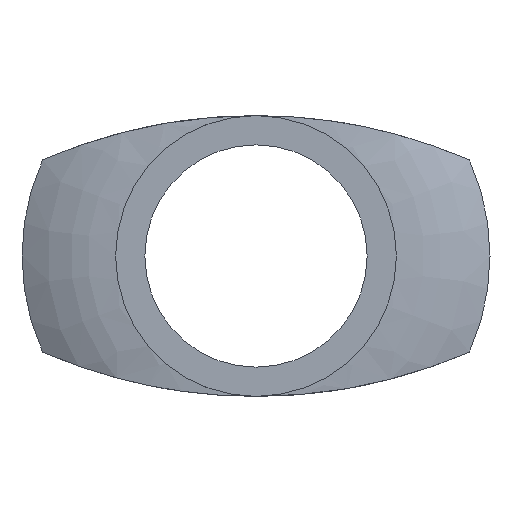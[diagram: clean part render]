
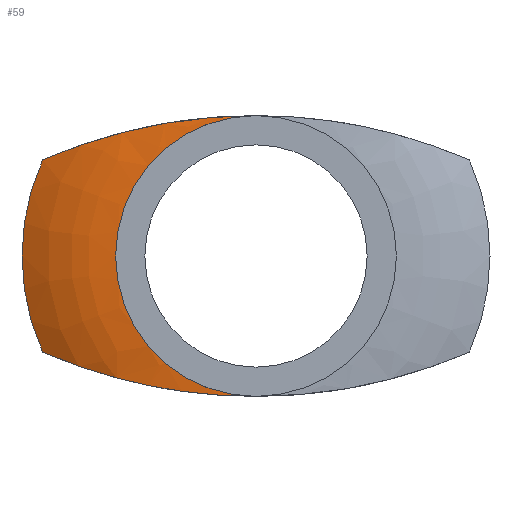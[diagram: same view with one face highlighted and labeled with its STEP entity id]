
A CAD part, left-side view. The second image highlights one B-rep face of the part: STEP entity #59.
In plain terms, the highlighted toroidal (fillet/blend) face has major radius 5.656 mm and minor radius 8 mm.
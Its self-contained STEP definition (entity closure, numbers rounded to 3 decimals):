
#59=ADVANCED_FACE('',(#91),#92,.T.);
#91=FACE_OUTER_BOUND('',#129,.T.);
#92=TOROIDAL_SURFACE('',#130,5.656,8.0);
#129=EDGE_LOOP('',(#244,#245,#246,#247,#248,#249));
#130=AXIS2_PLACEMENT_3D('',#250,#251,#252);
#244=ORIENTED_EDGE('',*,*,#307,.F.);
#245=ORIENTED_EDGE('',*,*,#294,.T.);
#246=ORIENTED_EDGE('',*,*,#323,.T.);
#247=ORIENTED_EDGE('',*,*,#312,.F.);
#248=ORIENTED_EDGE('',*,*,#289,.F.);
#249=ORIENTED_EDGE('',*,*,#324,.F.);
#250=CARTESIAN_POINT('',(5.993,0.,0.0));
#251=DIRECTION('',(-1.0,0.,0.0));
#252=DIRECTION('',(0.0,0.0,1.0));
#289=EDGE_CURVE('',#337,#340,#341,.T.);
#294=EDGE_CURVE('',#350,#347,#351,.T.);
#307=EDGE_CURVE('',#350,#373,#374,.T.);
#312=EDGE_CURVE('',#340,#381,#382,.T.);
#323=EDGE_CURVE('',#347,#381,#395,.T.);
#324=EDGE_CURVE('',#373,#337,#396,.T.);
#337=VERTEX_POINT('',#411);
#340=VERTEX_POINT('',#415);
#341=CIRCLE('',#416,6.0);
#347=VERTEX_POINT('',#423);
#350=VERTEX_POINT('',#427);
#351=CIRCLE('',#428,10.0);
#373=VERTEX_POINT('',#455);
#374=B_SPLINE_CURVE_WITH_KNOTS('',3,(#456,#457,#458,#459,#460,#461,#462,#463,#464,#465,#466,#467,#468,#469,#470,#471,#472,#473),.UNSPECIFIED.,.F.,.F.,(4,2,2,2,2,2,2,2,4),(-19.011,-17.037,-14.932,-12.181,-10.05,-8.005,-5.687,-2.195,-0.0),.UNSPECIFIED.);
#381=VERTEX_POINT('',#548);
#382=B_SPLINE_CURVE_WITH_KNOTS('',3,(#549,#550,#551,#552,#553,#554,#555,#556,#557,#558,#559,#560,#561,#562,#563,#564,#565,#566),.UNSPECIFIED.,.F.,.F.,(4,2,2,2,2,2,2,2,4),(-19.011,-17.037,-14.932,-12.181,-10.05,-8.005,-5.687,-2.195,-0.0),.UNSPECIFIED.);
#395=CIRCLE('',#615,10.0);
#396=CIRCLE('',#616,6.0);
#411=CARTESIAN_POINT('',(-2.0,6.0,0.));
#415=CARTESIAN_POINT('',(-2.0,-0.002,-6.));
#416=AXIS2_PLACEMENT_3D('',#631,#632,#633);
#423=CARTESIAN_POINT('',(-0.725,10.0,0.));
#427=CARTESIAN_POINT('',(-0.725,9.116,4.11));
#428=AXIS2_PLACEMENT_3D('',#642,#643,#644);
#455=CARTESIAN_POINT('',(-2.0,-0.002,6.));
#456=CARTESIAN_POINT('',(-0.725,9.116,4.11));
#457=CARTESIAN_POINT('',(-0.988,8.561,4.351));
#458=CARTESIAN_POINT('',(-1.2,7.978,4.577));
#459=CARTESIAN_POINT('',(-1.548,6.728,5.002));
#460=CARTESIAN_POINT('',(-1.677,6.065,5.195));
#461=CARTESIAN_POINT('',(-1.888,4.497,5.574));
#462=CARTESIAN_POINT('',(-1.943,3.592,5.736));
#463=CARTESIAN_POINT('',(-1.991,1.97,5.927));
#464=CARTESIAN_POINT('',(-1.997,1.254,5.977));
#465=CARTESIAN_POINT('',(-2.001,-0.151,6.01));
#466=CARTESIAN_POINT('',(-2.,-0.841,5.995));
#467=CARTESIAN_POINT('',(-1.984,-2.301,5.897));
#468=CARTESIAN_POINT('',(-1.966,-3.075,5.805));
#469=CARTESIAN_POINT('',(-1.844,-4.99,5.479));
#470=CARTESIAN_POINT('',(-1.702,-6.104,5.199));
#471=CARTESIAN_POINT('',(-1.245,-7.854,4.622));
#472=CARTESIAN_POINT('',(-1.017,-8.503,4.372));
#473=CARTESIAN_POINT('',(-0.725,-9.119,4.105));
#548=CARTESIAN_POINT('',(-0.725,9.116,-4.11));
#549=CARTESIAN_POINT('',(-0.725,-9.119,-4.105));
#550=CARTESIAN_POINT('',(-0.988,-8.564,-4.346));
#551=CARTESIAN_POINT('',(-1.2,-7.981,-4.573));
#552=CARTESIAN_POINT('',(-1.548,-6.731,-4.998));
#553=CARTESIAN_POINT('',(-1.677,-6.068,-5.192));
#554=CARTESIAN_POINT('',(-1.888,-4.5,-5.571));
#555=CARTESIAN_POINT('',(-1.943,-3.595,-5.734));
#556=CARTESIAN_POINT('',(-1.991,-1.973,-5.926));
#557=CARTESIAN_POINT('',(-1.997,-1.257,-5.976));
#558=CARTESIAN_POINT('',(-2.001,0.147,-6.01));
#559=CARTESIAN_POINT('',(-2.,0.837,-5.995));
#560=CARTESIAN_POINT('',(-1.984,2.298,-5.898));
#561=CARTESIAN_POINT('',(-1.966,3.072,-5.807));
#562=CARTESIAN_POINT('',(-1.844,4.987,-5.482));
#563=CARTESIAN_POINT('',(-1.702,6.101,-5.203));
#564=CARTESIAN_POINT('',(-1.245,7.852,-4.626));
#565=CARTESIAN_POINT('',(-1.017,8.501,-4.377));
#566=CARTESIAN_POINT('',(-0.725,9.116,-4.11));
#615=AXIS2_PLACEMENT_3D('',#691,#692,#693);
#616=AXIS2_PLACEMENT_3D('',#694,#695,#696);
#631=CARTESIAN_POINT('',(-2.0,0.,0.0));
#632=DIRECTION('',(-1.0,0.,0.));
#633=DIRECTION('',(0.,1.0,0.0));
#642=CARTESIAN_POINT('',(-0.725,0.,0.0));
#643=DIRECTION('',(-1.0,0.,0.0));
#644=DIRECTION('',(0.,-1.0,0.0));
#691=CARTESIAN_POINT('',(-0.725,0.,0.0));
#692=DIRECTION('',(-1.0,0.,0.0));
#693=DIRECTION('',(0.,-1.0,0.0));
#694=CARTESIAN_POINT('',(-2.0,0.,0.0));
#695=DIRECTION('',(-1.0,0.,0.));
#696=DIRECTION('',(0.,1.0,0.0));
